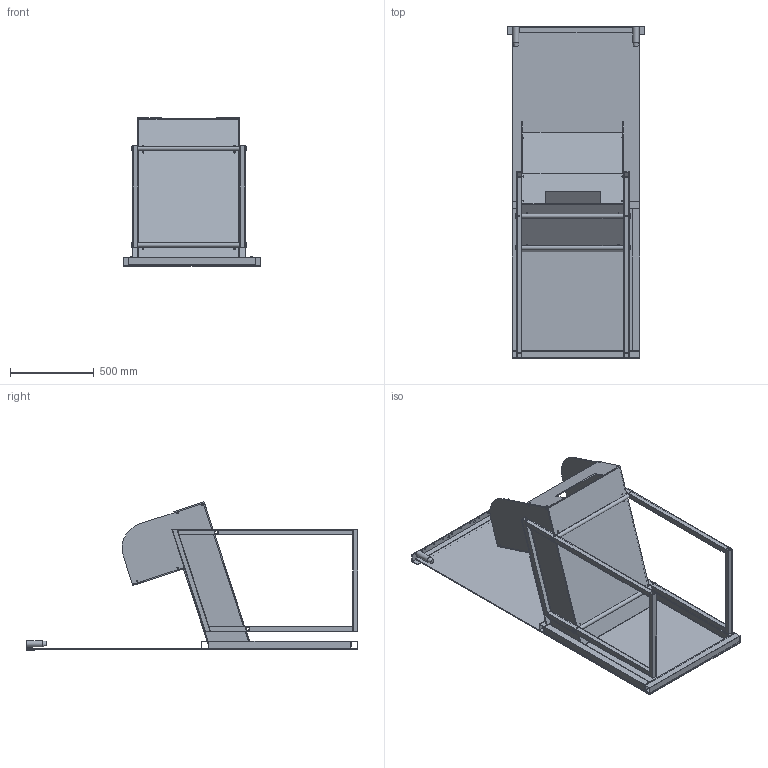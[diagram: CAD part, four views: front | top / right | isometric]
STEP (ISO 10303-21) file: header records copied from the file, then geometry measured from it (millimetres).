
FILE_DESCRIPTION(/* description */ (''),/* implementation_level */ '2;1');
FILE_NAME(/* name */ 'FE-00040-01_ASM_8_ASM.stp',/* time_stamp */ '2017-01-08T11:53:57-05:00',/* author */ ('jeff1'),/* organization */ (''),/* preprocessor_version */ 'ST-DEVELOPER v16.5',/* originating_system */ 'Autodesk Inventor 2017',/* authorisation */ '');
FILE_SCHEMA (('AUTOMOTIVE_DESIGN { 1 0 10303 214 3 1 1 }'));
Length unit declared in the file: inch
Products named in the file (21): FE-00040-01_ASM_8_ASM; GE-17307_ASM_36_ASM_RED; GE-17306_29; GE-17308_11; GE-17352_6; GE-17356_ASM_14_ASM; GE-17356-1_10; GE-17356-2_11; GE-17356-3_2; GE-17363_ASM_28_ASM_RED; GE-17276_5; GE-17275_ASM_8_ASM; GE-17275-01_4; GE-17275-02_8; GE-17275-03_9; GE-17275-04_3; GE-17362_16_RED; GE-17278_16; GE-17279_7; GE-17280_5; GE-17277_9
Assembly tree (26 placements, depth 5):
  FE-00040-01_ASM_8_ASM
    GE-17307_ASM_36_ASM_RED
      GE-17306_29
      GE-17308_11  x2
      GE-17352_6  x2
      GE-17356_ASM_14_ASM
        GE-17356-1_10
        GE-17356-3_2  x2
        GE-17356-2_11
      GE-17363_ASM_28_ASM_RED
        GE-17275_ASM_8_ASM  x2
          GE-17275-01_4
          GE-17275-02_8
          GE-17275-03_9
          GE-17275-04_3
        GE-17276_5  x2
        GE-17362_16_RED
        GE-17278_16  x2
        GE-17279_7
        GE-17280_5
        GE-17277_9
Bounding box: 815.98 x 1984.38 x 886.81 mm (x, y, z)
Volume: 25052394.5 mm3; surface area: 9484171.7 mm2
Topology: 25 solids, 25 shells, 286 faces, 714 edges, 478 vertices
Faces by surface type: plane 198, cylinder 86, cone 2
Full cylindrical faces by diameter (mm): 6.731 x40, 7.938 x18, 14.3 x4, 19.05 x2, 20.637 x2, 22.225 x8, 25.4 x2, 36.512 x2
Entity records: 6558 total; most frequent: CARTESIAN_POINT 1241, DIRECTION 1012, ORIENTED_EDGE 838, EDGE_CURVE 419, EDGE_LOOP 380, AXIS2_PLACEMENT_3D 362, VERTEX_POINT 319, LINE 288
